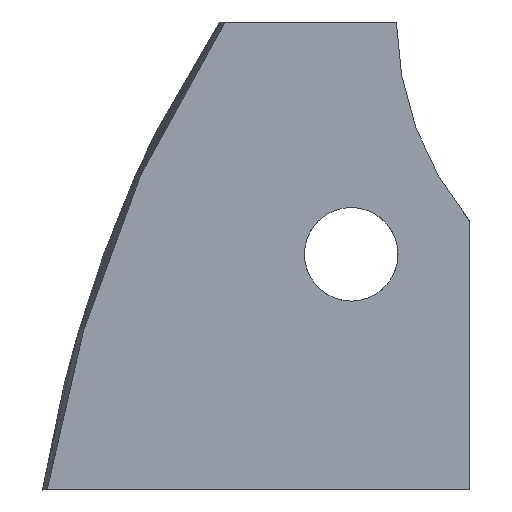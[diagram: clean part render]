
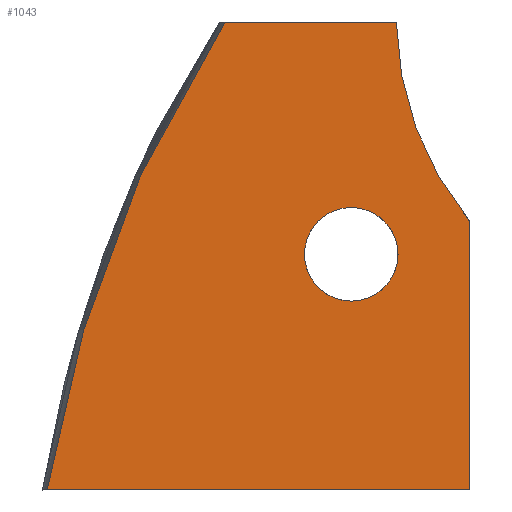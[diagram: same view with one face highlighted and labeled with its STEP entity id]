
A CAD part, left-side view. The second image highlights one B-rep face of the part: STEP entity #1043.
In plain terms, the highlighted planar face has unit normal (-1, 0, 0).
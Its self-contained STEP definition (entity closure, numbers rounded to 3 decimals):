
#32=FACE_BOUND('',#162,.T.);
#51=CIRCLE('',#1122,3.);
#52=CIRCLE('',#1124,20.5);
#101=FACE_OUTER_BOUND('',#161,.T.);
#161=EDGE_LOOP('',(#915,#916,#917,#918,#919));
#162=EDGE_LOOP('',(#920));
#182=B_SPLINE_CURVE_WITH_KNOTS('',3,(#2041,#2042,#2043,#2044,#2045,#2046,
#2047,#2048,#2049,#2050,#2051,#2052,#2053,#2054,#2055,#2056,#2057,#2058,
#2059,#2060,#2061,#2062),.UNSPECIFIED.,.F.,.F.,(4,3,3,3,3,3,3,4),(-1.511,
-1.447,-1.267,-1.088,-0.952,
-0.816,-0.544,-0.491),.UNSPECIFIED.);
#221=LINE('',#1480,#333);
#259=LINE('',#1583,#371);
#291=LINE('',#2072,#403);
#333=VECTOR('',#1191,25.4);
#371=VECTOR('',#1287,25.4);
#403=VECTOR('',#1365,25.4);
#441=VERTEX_POINT('',#1477);
#442=VERTEX_POINT('',#1479);
#472=VERTEX_POINT('',#1581);
#498=VERTEX_POINT('',#1673);
#503=VERTEX_POINT('',#2040);
#504=VERTEX_POINT('',#2070);
#549=EDGE_CURVE('',#442,#441,#221,.T.);
#600=EDGE_CURVE('',#441,#472,#259,.T.);
#638=EDGE_CURVE('',#498,#498,#51,.T.);
#647=EDGE_CURVE('',#503,#442,#182,.T.);
#649=EDGE_CURVE('',#472,#504,#52,.T.);
#650=EDGE_CURVE('',#504,#503,#291,.T.);
#915=ORIENTED_EDGE('',*,*,#549,.T.);
#916=ORIENTED_EDGE('',*,*,#600,.T.);
#917=ORIENTED_EDGE('',*,*,#649,.T.);
#918=ORIENTED_EDGE('',*,*,#650,.T.);
#919=ORIENTED_EDGE('',*,*,#647,.T.);
#920=ORIENTED_EDGE('',*,*,#638,.T.);
#993=PLANE('',#1123);
#1043=ADVANCED_FACE('',(#101,#32),#993,.T.);
#1122=AXIS2_PLACEMENT_3D('',#1674,#1356,#1357);
#1123=AXIS2_PLACEMENT_3D('',#2069,#1361,#1362);
#1124=AXIS2_PLACEMENT_3D('',#2071,#1363,#1364);
#1191=DIRECTION('',(0.,-1.,0.));
#1287=DIRECTION('',(0.,0.,1.));
#1356=DIRECTION('center_axis',(1.,0.,0.));
#1357=DIRECTION('ref_axis',(0.,0.,-1.));
#1361=DIRECTION('center_axis',(-1.,0.,0.));
#1362=DIRECTION('ref_axis',(0.,1.,0.));
#1363=DIRECTION('center_axis',(1.,0.,0.));
#1364=DIRECTION('ref_axis',(0.,0.,-1.));
#1365=DIRECTION('',(0.,1.,0.));
#1477=CARTESIAN_POINT('',(68.342,209.034,-117.733));
#1479=CARTESIAN_POINT('',(68.342,236.099,-117.733));
#1480=CARTESIAN_POINT('',(68.342,186.101,-117.733));
#1581=CARTESIAN_POINT('',(68.342,209.034,-100.495));
#1583=CARTESIAN_POINT('',(68.342,209.034,-122.679));
#1673=CARTESIAN_POINT('',(68.342,216.615,-99.626));
#1674=CARTESIAN_POINT('Origin',(68.342,216.615,-102.626));
#2040=CARTESIAN_POINT('',(68.342,224.707,-87.733));
#2041=CARTESIAN_POINT('Ctrl Pts',(68.342,224.707,-87.733));
#2042=CARTESIAN_POINT('Ctrl Pts',(68.342,225.108,-88.332));
#2043=CARTESIAN_POINT('Ctrl Pts',(68.342,225.496,-88.936));
#2044=CARTESIAN_POINT('Ctrl Pts',(68.342,225.872,-89.542));
#2045=CARTESIAN_POINT('Ctrl Pts',(68.342,226.922,-91.237));
#2046=CARTESIAN_POINT('Ctrl Pts',(68.342,227.878,-92.957));
#2047=CARTESIAN_POINT('Ctrl Pts',(68.342,228.75,-94.69));
#2048=CARTESIAN_POINT('Ctrl Pts',(68.342,229.622,-96.422));
#2049=CARTESIAN_POINT('Ctrl Pts',(68.342,230.41,-98.168));
#2050=CARTESIAN_POINT('Ctrl Pts',(68.342,231.122,-99.913));
#2051=CARTESIAN_POINT('Ctrl Pts',(68.342,231.662,-101.237));
#2052=CARTESIAN_POINT('Ctrl Pts',(68.342,232.162,-102.569));
#2053=CARTESIAN_POINT('Ctrl Pts',(68.342,232.625,-103.91));
#2054=CARTESIAN_POINT('Ctrl Pts',(68.342,233.087,-105.25));
#2055=CARTESIAN_POINT('Ctrl Pts',(68.342,233.512,-106.597));
#2056=CARTESIAN_POINT('Ctrl Pts',(68.342,233.901,-107.951));
#2057=CARTESIAN_POINT('Ctrl Pts',(68.342,234.679,-110.658));
#2058=CARTESIAN_POINT('Ctrl Pts',(68.342,235.316,-113.389));
#2059=CARTESIAN_POINT('Ctrl Pts',(68.342,235.82,-116.132));
#2060=CARTESIAN_POINT('Ctrl Pts',(68.342,235.918,-116.665));
#2061=CARTESIAN_POINT('Ctrl Pts',(68.342,236.011,-117.199));
#2062=CARTESIAN_POINT('Ctrl Pts',(68.342,236.099,-117.733));
#2069=CARTESIAN_POINT('Origin',(68.342,148.168,-142.626));
#2070=CARTESIAN_POINT('',(68.342,213.726,-87.733));
#2071=CARTESIAN_POINT('Origin',(68.342,193.229,-87.439));
#2072=CARTESIAN_POINT('',(68.342,186.101,-87.733));
